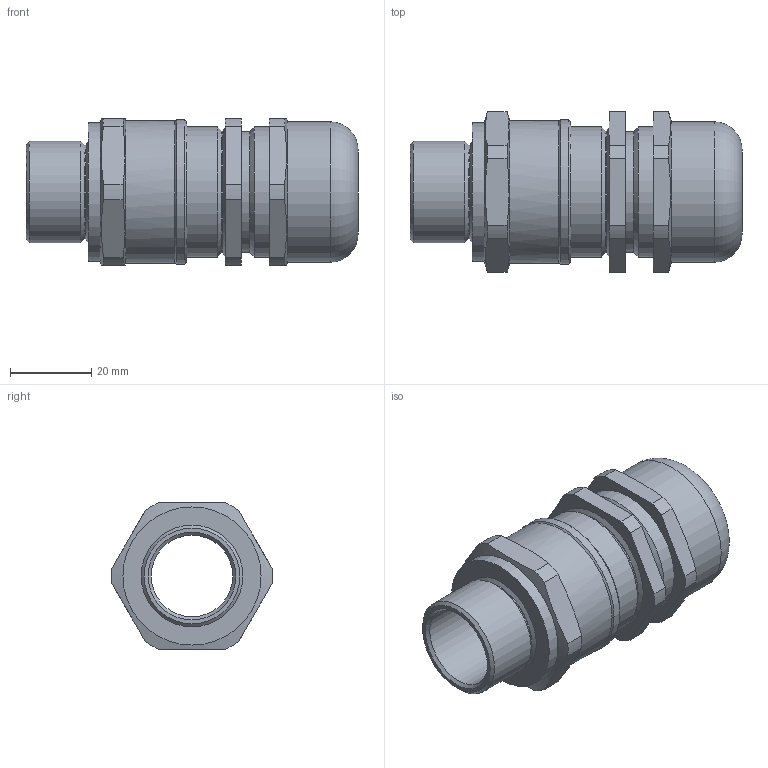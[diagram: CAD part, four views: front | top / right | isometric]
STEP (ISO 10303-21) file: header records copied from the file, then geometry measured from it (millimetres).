
FILE_DESCRIPTION (( 'STEP AP203' ), '1' );
FILE_NAME ('25SS2K1RA.STEP', '2017-09-20T14:15:20', ( '' ), ( '' ), 'SwSTEP 2.0', 'SolidWorks 2017', '' );
FILE_SCHEMA (( 'CONFIG_CONTROL_DESIGN' ));
Length unit declared in the file: millimetre
Products named in the file (1): 25SS2K1RA
Bounding box: 81.7 x 39.58 x 36 mm (x, y, z)
Surface area: 14822.4 mm2 (no closed solid volume)
Topology: 0 solids, 10 shells, 106 faces, 454 edges, 360 vertices
Faces by surface type: plane 44, cylinder 31, bspline 16, cone 14, torus 1
Full cylindrical faces by diameter (mm): 20.1 x2, 20.2 x1, 22.971 x1, 25 x1, 29.718 x1, 29.75 x1, 32 x2, 34 x1, 34.5 x1, 35.1 x1, 35.5 x1
Entity records: 7261 total; most frequent: CARTESIAN_POINT 3965, ORIENTED_EDGE 595, DIRECTION 522, EDGE_CURVE 421, VERTEX_POINT 355, LINE 190, VECTOR 190, AXIS2_PLACEMENT_3D 166
